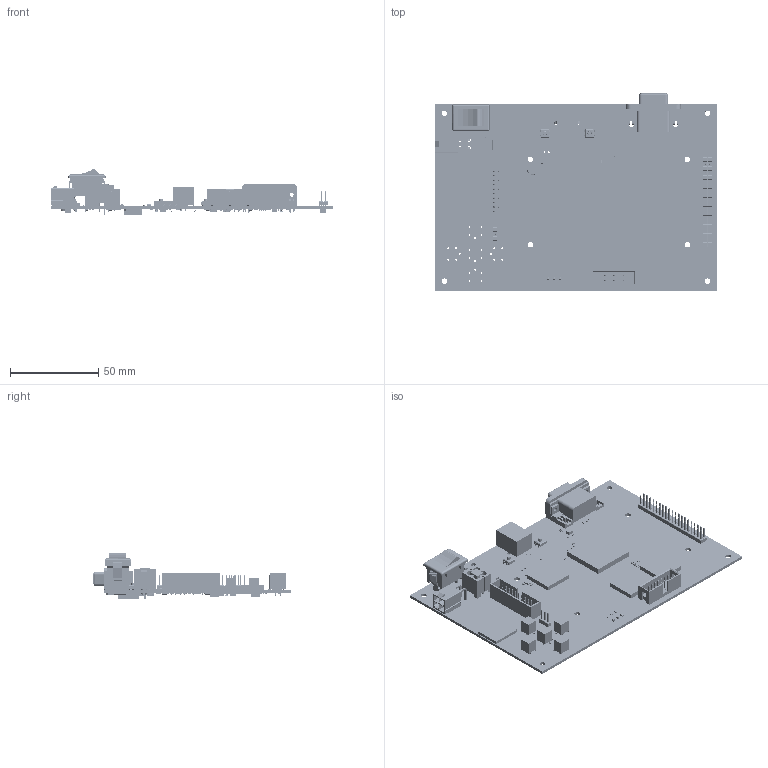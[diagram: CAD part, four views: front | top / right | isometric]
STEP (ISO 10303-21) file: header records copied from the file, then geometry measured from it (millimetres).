
FILE_DESCRIPTION(('Open CASCADE Model'),'2;1');
FILE_NAME('Open CASCADE Shape Model','2020-06-16T17:03:14',('Author'),( 'Open CASCADE'),'Open CASCADE STEP processor 6.8','Open CASCADE 6.8' ,'Unknown');
FILE_SCHEMA(('AUTOMOTIVE_DESIGN { 1 0 10303 214 1 1 1 1 }'));
Length unit declared in the file: millimetre
Products named in the file (250): PCB; Board; Open CASCADE STEP translator 6.8 1.1.1; D1; 6556333168; Extruded; D5; D3; 6555872976; R36; User_Library-Panasonic0603; R27; R26; R51; C120; User_Library-0402(1005M)_Cap; Z1; User_Library-Murata_BNX002; User_Library-Murata_BNX002_BNX002_body; User_Library-Murata_BNX002_BNX002_shield; User_Library-Murata_BNX002_BNX002_cap_body; User_Library-Murata_BNX002_BNX002_cap_plate; X7; c-1-1734530-3-b-3d; X6; User_Library-IDC-14MS; User_Library-IDC-14MS_Case_IDC-14MS_____________; User_Library-IDC-14MS_Pin_1_____________; X4; USB-B-S-F-B-TH; X5; 6556335488; X3; Header1x2; User_Library-Header1x2_Header1_1; X2; User_Library-Mini-Fit_4pin_(MF-4MRA); X1; IDC-20MS; VD4 ...
Assembly tree (467 placements, depth 4):
  PCB
    Board
      Open CASCADE STEP translator 6.8 1.1.1
    D1
      6556333168
        Extruded
    D5
      6556333168
        Extruded
    D3
      6555872976
        Extruded
    R36
      User_Library-Panasonic0603
    R27
      User_Library-Panasonic0603
    R26
      User_Library-Panasonic0603
    R51
      User_Library-Panasonic0603
    C120
      User_Library-0402(1005M)_Cap
    Z1
      User_Library-Murata_BNX002
        User_Library-Murata_BNX002_BNX002_body
        User_Library-Murata_BNX002_BNX002_shield
        User_Library-Murata_BNX002_BNX002_cap_body
        User_Library-Murata_BNX002_BNX002_cap_plate  x2
    X7
      c-1-1734530-3-b-3d
    X6
      User_Library-IDC-14MS
        User_Library-IDC-14MS_Case_IDC-14MS_____________
        User_Library-IDC-14MS_Pin_1_____________  x14
    X4
      USB-B-S-F-B-TH
    X5
      6556335488
        Extruded
    X3
      Header1x2  x2
        User_Library-Header1x2_Header1_1
    X2
      User_Library-Mini-Fit_4pin_(MF-4MRA)
    X1
      IDC-20MS
    VD4
      User_Library-User_Library-led_0805_GRE
    VD3
      User_Library-User_Library-led_0805_GRE
    VD2
      User_Library-User_Library-led_0805_GRE
    VD1
      User_Library-User_Library-led_0805_GRE
    S7
      7914G
    S6
      6556326448
        Extruded
    S5
Bounding box: 160 x 112.01 x 26.02 mm (x, y, z)
Volume: 48796.8 mm3; surface area: 59941 mm2
Topology: 579 solids, 579 shells, 21733 faces, 54557 edges, 34500 vertices
Faces by surface type: plane 11651, bspline 6987, cylinder 2971, sphere 56, torus 48, revolution 12, cone 8
Full cylindrical faces by diameter (mm): 1 x83, 1.1 x6, 1.2 x40, 1.8 x4, 2.3 x2, 3 x1, 3.1 x2, 3.2 x10
Entity records: 129722 total; most frequent: CARTESIAN_POINT 38036, ORIENTED_EDGE 15462, DIRECTION 14524, EDGE_CURVE 7731, LINE 6026, VECTOR 6026, VERTEX_POINT 4992, AXIS2_PLACEMENT_3D 4243
